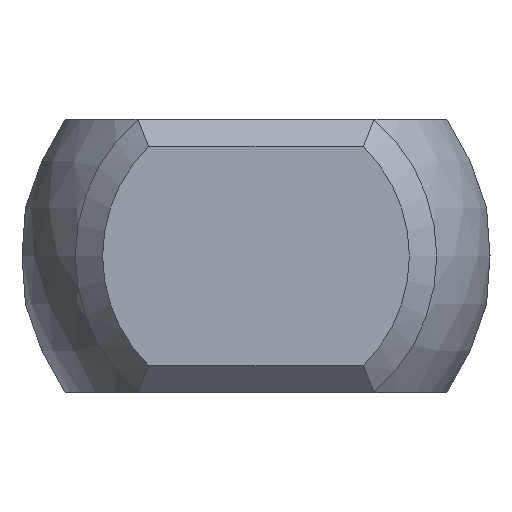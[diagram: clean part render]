
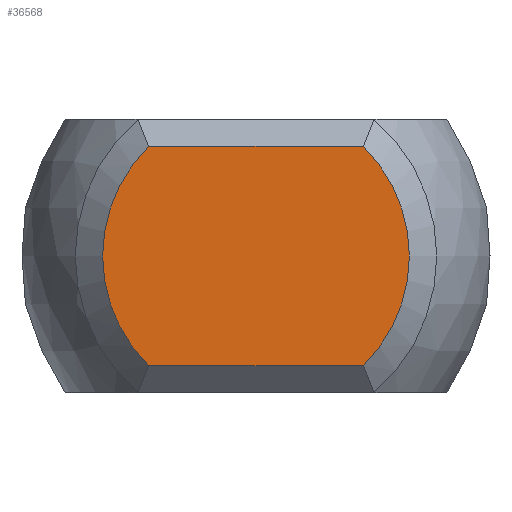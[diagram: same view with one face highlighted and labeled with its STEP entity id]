
A CAD part, left-side view. The second image highlights one B-rep face of the part: STEP entity #36568.
In plain terms, the highlighted planar face has unit normal (-1, 0, 0).
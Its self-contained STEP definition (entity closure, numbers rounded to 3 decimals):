
#35167 = PLANE('',#35168);
#35168 = AXIS2_PLACEMENT_3D('',#35169,#35170,#35171);
#35169 = CARTESIAN_POINT('',(-12.25,3.125,2.25));
#35170 = DIRECTION('',(-0.707,0.,0.707));
#35171 = DIRECTION('',(0.707,0.,0.707));
#36201 = EDGE_CURVE('',#36202,#36204,#36206,.T.);
#36202 = VERTEX_POINT('',#36203);
#36203 = CARTESIAN_POINT('',(-12.5,-1.96,-2.));
#36204 = VERTEX_POINT('',#36205);
#36205 = CARTESIAN_POINT('',(-12.5,1.96,-2.));
#36206 = SURFACE_CURVE('',#36207,(#36211,#36223),.PCURVE_S1.);
#36207 = LINE('',#36208,#36209);
#36208 = CARTESIAN_POINT('',(-12.5,-3.125,-2.));
#36209 = VECTOR('',#36210,1.);
#36210 = DIRECTION('',(0.,1.,0.));
#36211 = PCURVE('',#36212,#36217);
#36212 = PLANE('',#36213);
#36213 = AXIS2_PLACEMENT_3D('',#36214,#36215,#36216);
#36214 = CARTESIAN_POINT('',(-12.25,-3.125,-2.25));
#36215 = DIRECTION('',(-0.707,0.,
    -0.707));
#36216 = DIRECTION('',(-0.707,0.,0.707));
#36217 = DEFINITIONAL_REPRESENTATION('',(#36218),#36222);
#36218 = LINE('',#36219,#36220);
#36219 = CARTESIAN_POINT('',(0.354,0.));
#36220 = VECTOR('',#36221,1.);
#36221 = DIRECTION('',(0.,1.));
#36222 = ( GEOMETRIC_REPRESENTATION_CONTEXT(2) 
PARAMETRIC_REPRESENTATION_CONTEXT() REPRESENTATION_CONTEXT('2D SPACE',''
  ) );
#36223 = PCURVE('',#36224,#36229);
#36224 = PLANE('',#36225);
#36225 = AXIS2_PLACEMENT_3D('',#36226,#36227,#36228);
#36226 = CARTESIAN_POINT('',(-12.5,0.,0.));
#36227 = DIRECTION('',(1.,0.,0.));
#36228 = DIRECTION('',(0.,0.,-1.));
#36229 = DEFINITIONAL_REPRESENTATION('',(#36230),#36234);
#36230 = LINE('',#36231,#36232);
#36231 = CARTESIAN_POINT('',(2.,-3.125));
#36232 = VECTOR('',#36233,1.);
#36233 = DIRECTION('',(0.,1.));
#36234 = ( GEOMETRIC_REPRESENTATION_CONTEXT(2) 
PARAMETRIC_REPRESENTATION_CONTEXT() REPRESENTATION_CONTEXT('2D SPACE',''
  ) );
#36254 = CONICAL_SURFACE('',#36255,3.05,0.785);
#36255 = AXIS2_PLACEMENT_3D('',#36256,#36257,#36258);
#36256 = CARTESIAN_POINT('',(-12.25,0.,0.));
#36257 = DIRECTION('',(1.,0.,0.));
#36258 = DIRECTION('',(-0.,1.,0.));
#36304 = CONICAL_SURFACE('',#36305,3.05,0.785);
#36305 = AXIS2_PLACEMENT_3D('',#36306,#36307,#36308);
#36306 = CARTESIAN_POINT('',(-12.25,0.,0.));
#36307 = DIRECTION('',(1.,0.,0.));
#36308 = DIRECTION('',(0.,-1.,0.));
#36318 = EDGE_CURVE('',#36319,#36321,#36323,.T.);
#36319 = VERTEX_POINT('',#36320);
#36320 = CARTESIAN_POINT('',(-12.5,1.96,2.));
#36321 = VERTEX_POINT('',#36322);
#36322 = CARTESIAN_POINT('',(-12.5,-1.96,2.));
#36323 = SURFACE_CURVE('',#36324,(#36328,#36335),.PCURVE_S1.);
#36324 = LINE('',#36325,#36326);
#36325 = CARTESIAN_POINT('',(-12.5,3.125,2.));
#36326 = VECTOR('',#36327,1.);
#36327 = DIRECTION('',(0.,-1.,0.));
#36328 = PCURVE('',#35167,#36329);
#36329 = DEFINITIONAL_REPRESENTATION('',(#36330),#36334);
#36330 = LINE('',#36331,#36332);
#36331 = CARTESIAN_POINT('',(-0.354,0.));
#36332 = VECTOR('',#36333,1.);
#36333 = DIRECTION('',(0.,-1.));
#36334 = ( GEOMETRIC_REPRESENTATION_CONTEXT(2) 
PARAMETRIC_REPRESENTATION_CONTEXT() REPRESENTATION_CONTEXT('2D SPACE',''
  ) );
#36335 = PCURVE('',#36224,#36336);
#36336 = DEFINITIONAL_REPRESENTATION('',(#36337),#36341);
#36337 = LINE('',#36338,#36339);
#36338 = CARTESIAN_POINT('',(-2.,3.125));
#36339 = VECTOR('',#36340,1.);
#36340 = DIRECTION('',(0.,-1.));
#36341 = ( GEOMETRIC_REPRESENTATION_CONTEXT(2) 
PARAMETRIC_REPRESENTATION_CONTEXT() REPRESENTATION_CONTEXT('2D SPACE',''
  ) );
#36414 = EDGE_CURVE('',#36321,#36202,#36415,.T.);
#36415 = SURFACE_CURVE('',#36416,(#36421,#36428),.PCURVE_S1.);
#36416 = CIRCLE('',#36417,2.8);
#36417 = AXIS2_PLACEMENT_3D('',#36418,#36419,#36420);
#36418 = CARTESIAN_POINT('',(-12.5,0.,0.));
#36419 = DIRECTION('',(1.,0.,0.));
#36420 = DIRECTION('',(0.,-1.,0.));
#36421 = PCURVE('',#36304,#36422);
#36422 = DEFINITIONAL_REPRESENTATION('',(#36423),#36427);
#36423 = LINE('',#36424,#36425);
#36424 = CARTESIAN_POINT('',(-6.283,-0.25));
#36425 = VECTOR('',#36426,1.);
#36426 = DIRECTION('',(1.,0.));
#36427 = ( GEOMETRIC_REPRESENTATION_CONTEXT(2) 
PARAMETRIC_REPRESENTATION_CONTEXT() REPRESENTATION_CONTEXT('2D SPACE',''
  ) );
#36428 = PCURVE('',#36224,#36429);
#36429 = DEFINITIONAL_REPRESENTATION('',(#36430),#36434);
#36430 = CIRCLE('',#36431,2.8);
#36431 = AXIS2_PLACEMENT_2D('',#36432,#36433);
#36432 = CARTESIAN_POINT('',(0.,0.));
#36433 = DIRECTION('',(0.,-1.));
#36434 = ( GEOMETRIC_REPRESENTATION_CONTEXT(2) 
PARAMETRIC_REPRESENTATION_CONTEXT() REPRESENTATION_CONTEXT('2D SPACE',''
  ) );
#36440 = EDGE_CURVE('',#36204,#36319,#36441,.T.);
#36441 = SURFACE_CURVE('',#36442,(#36447,#36454),.PCURVE_S1.);
#36442 = CIRCLE('',#36443,2.8);
#36443 = AXIS2_PLACEMENT_3D('',#36444,#36445,#36446);
#36444 = CARTESIAN_POINT('',(-12.5,0.,0.));
#36445 = DIRECTION('',(1.,0.,0.));
#36446 = DIRECTION('',(-0.,1.,0.));
#36447 = PCURVE('',#36254,#36448);
#36448 = DEFINITIONAL_REPRESENTATION('',(#36449),#36453);
#36449 = LINE('',#36450,#36451);
#36450 = CARTESIAN_POINT('',(0.,-0.25));
#36451 = VECTOR('',#36452,1.);
#36452 = DIRECTION('',(1.,0.));
#36453 = ( GEOMETRIC_REPRESENTATION_CONTEXT(2) 
PARAMETRIC_REPRESENTATION_CONTEXT() REPRESENTATION_CONTEXT('2D SPACE',''
  ) );
#36454 = PCURVE('',#36224,#36455);
#36455 = DEFINITIONAL_REPRESENTATION('',(#36456),#36460);
#36456 = CIRCLE('',#36457,2.8);
#36457 = AXIS2_PLACEMENT_2D('',#36458,#36459);
#36458 = CARTESIAN_POINT('',(0.,0.));
#36459 = DIRECTION('',(0.,1.));
#36460 = ( GEOMETRIC_REPRESENTATION_CONTEXT(2) 
PARAMETRIC_REPRESENTATION_CONTEXT() REPRESENTATION_CONTEXT('2D SPACE',''
  ) );
#36568 = ADVANCED_FACE('',(#36569),#36224,.F.);
#36569 = FACE_BOUND('',#36570,.T.);
#36570 = EDGE_LOOP('',(#36571,#36572,#36573,#36574));
#36571 = ORIENTED_EDGE('',*,*,#36318,.F.);
#36572 = ORIENTED_EDGE('',*,*,#36440,.F.);
#36573 = ORIENTED_EDGE('',*,*,#36201,.F.);
#36574 = ORIENTED_EDGE('',*,*,#36414,.F.);
